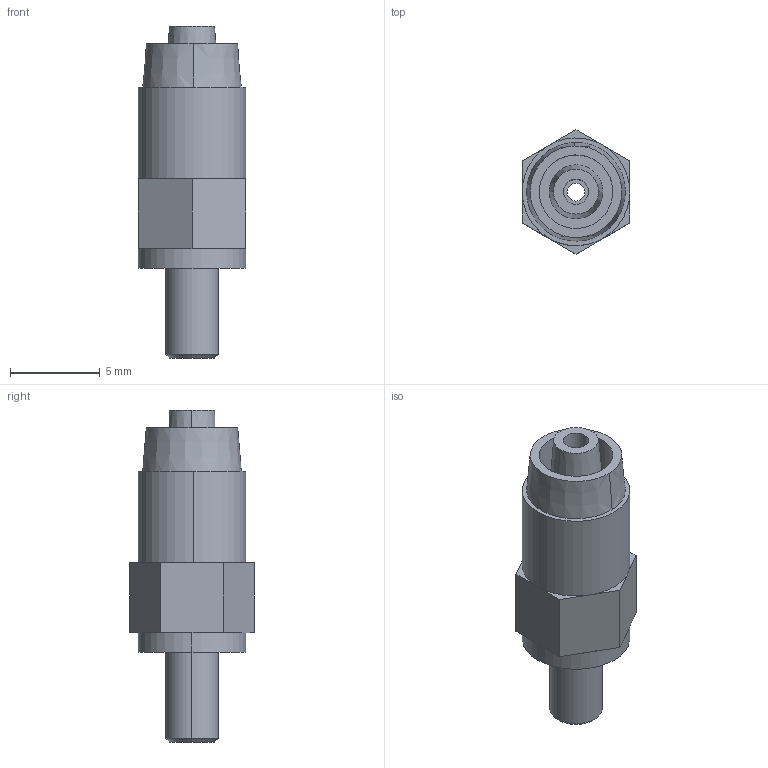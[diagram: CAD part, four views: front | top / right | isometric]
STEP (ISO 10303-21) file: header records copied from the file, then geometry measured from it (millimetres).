
FILE_DESCRIPTION (( 'STEP AP203' ), '1' );
FILE_NAME ('OA-M3-D4.STEP', '2015-01-16T07:54:37', ( 'cpc' ), ( '' ), 'SwSTEP 2.0', 'SolidWorks 2010', '' );
FILE_SCHEMA (( 'CONFIG_CONTROL_DESIGN' ));
Length unit declared in the file: millimetre
Products named in the file (3): OA-M3-D4; part_9-7_01; part_9-7_02
Assembly tree (2 placements, depth 2):
  OA-M3-D4
    part_9-7_01
    part_9-7_02
Bounding box: 6 x 6.93 x 18.5 mm (x, y, z)
Volume: 340.8 mm3; surface area: 659.3 mm2
Topology: 2 solids, 2 shells, 50 faces, 104 edges, 66 vertices
Faces by surface type: plane 24, cylinder 20, cone 6
Entity records: 1655 total; most frequent: DIRECTION 268, CARTESIAN_POINT 225, ORIENTED_EDGE 208, AXIS2_PLACEMENT_3D 109, EDGE_CURVE 104, VERTEX_POINT 66, EDGE_LOOP 62, CIRCLE 54
